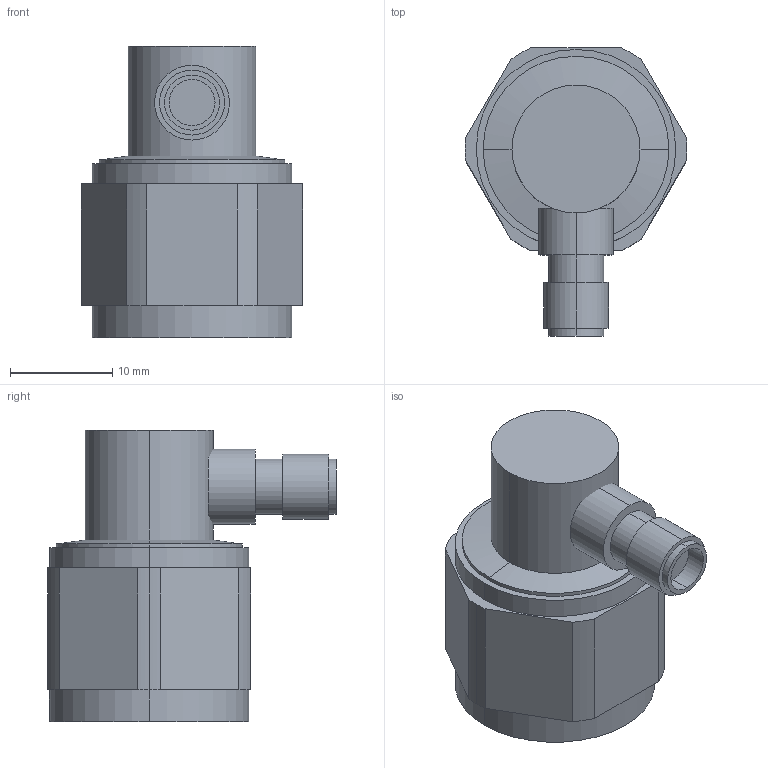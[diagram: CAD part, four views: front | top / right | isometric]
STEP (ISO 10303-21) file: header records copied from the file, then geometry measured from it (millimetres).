
FILE_DESCRIPTION (( 'STEP AP203' ), '1' );
FILE_NAME ('SM4216.step', '2018-06-12T20:51:47', ( '' ), ( '' ), 'SwSTEP 2.0', 'SolidWorks 2017', '' );
FILE_SCHEMA (( 'CONFIG_CONTROL_DESIGN' ));
Length unit declared in the file: inch
Products named in the file (8): SM42161; SM42163; Part_1; SM42164; SM42162; SM42166; SM4216; SM42165
Assembly tree (7 placements, depth 2):
  SM4216
    SM42161
    SM42162
    SM42163
    SM42164
    SM42165
    SM42166
    Part_1
Bounding box: 21.69 x 28.18 x 28.48 mm (x, y, z)
Volume: 5373.4 mm3; surface area: 4527.1 mm2
Topology: 6 solids, 7 shells, 57 faces, 117 edges, 78 vertices
Faces by surface type: cylinder 31, plane 24, cone 2
Entity records: 2411 total; most frequent: DIRECTION 319, CARTESIAN_POINT 263, ORIENTED_EDGE 230, AXIS2_PLACEMENT_3D 134, EDGE_CURVE 117, VERTEX_POINT 78, PERSON_AND_ORGANIZATION 71, CIRCLE 66
